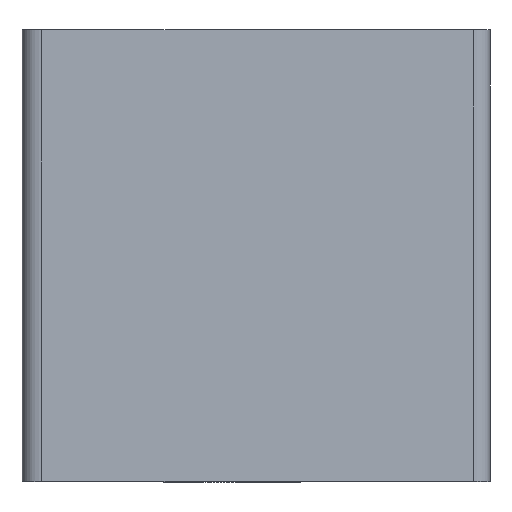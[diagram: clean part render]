
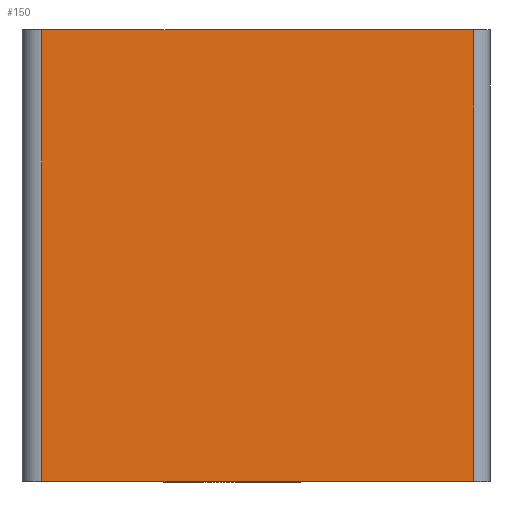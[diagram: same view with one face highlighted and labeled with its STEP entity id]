
A CAD part, top view. The second image highlights one B-rep face of the part: STEP entity #150.
In plain terms, the highlighted planar face has unit normal (0.095, 0, 0.996).
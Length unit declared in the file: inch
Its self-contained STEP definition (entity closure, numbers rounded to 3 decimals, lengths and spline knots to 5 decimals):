
#23 = CARTESIAN_POINT ( 'NONE',  ( -1.1205, 2.5, 0.90378 ) ) ;
#29 = CARTESIAN_POINT ( 'NONE',  ( 1.27095, 2.5, 0.67602 ) ) ;
#56 = CARTESIAN_POINT ( 'NONE',  ( 1.27095, 2.5, 0.67602 ) ) ;
#61 = EDGE_CURVE ( 'NONE', #200, #141, #314, .T. ) ;
#65 = EDGE_LOOP ( 'NONE', ( #237, #95, #120, #276 ) ) ;
#67 = CARTESIAN_POINT ( 'NONE',  ( -1.29292, 0., 0.9202 ) ) ;
#72 = VERTEX_POINT ( 'NONE', #83 ) ;
#76 = CARTESIAN_POINT ( 'NONE',  ( -1.29292, 2.5, 0.9202 ) ) ;
#83 = CARTESIAN_POINT ( 'NONE',  ( 1.27095, 0., 0.67602 ) ) ;
#84 = VECTOR ( 'NONE', #283, 39.37008 ) ;
#88 = DIRECTION ( 'NONE',  ( -0.995, 0., 0.095 ) ) ;
#95 = ORIENTED_EDGE ( 'NONE', *, *, #154, .T. ) ;
#111 = FACE_OUTER_BOUND ( 'NONE', #65, .T. ) ;
#120 = ORIENTED_EDGE ( 'NONE', *, *, #61, .F. ) ;
#132 = VERTEX_POINT ( 'NONE', #269 ) ;
#141 = VERTEX_POINT ( 'NONE', #56 ) ;
#142 = VECTOR ( 'NONE', #149, 39.37008 ) ;
#149 = DIRECTION ( 'NONE',  ( 0., -1., 0. ) ) ;
#150 = ADVANCED_FACE ( 'NONE', ( #111 ), #294, .F. ) ;
#154 = EDGE_CURVE ( 'NONE', #72, #141, #267, .T. ) ;
#164 = DIRECTION ( 'NONE',  ( -0.095, 0., -0.995 ) ) ;
#182 = LINE ( 'NONE', #67, #84 ) ;
#194 = VECTOR ( 'NONE', #286, 39.37008 ) ;
#200 = VERTEX_POINT ( 'NONE', #331 ) ;
#237 = ORIENTED_EDGE ( 'NONE', *, *, #332, .T. ) ;
#261 = EDGE_CURVE ( 'NONE', #200, #132, #307, .T. ) ;
#267 = LINE ( 'NONE', #29, #324 ) ;
#269 = CARTESIAN_POINT ( 'NONE',  ( -1.1205, 0., 0.90378 ) ) ;
#276 = ORIENTED_EDGE ( 'NONE', *, *, #261, .T. ) ;
#283 = DIRECTION ( 'NONE',  ( 0.995, 0., -0.095 ) ) ;
#286 = DIRECTION ( 'NONE',  ( 0.995, 0., -0.095 ) ) ;
#294 = PLANE ( 'NONE',  #298 ) ;
#296 = CARTESIAN_POINT ( 'NONE',  ( -1.29292, 2.5, 0.9202 ) ) ;
#298 = AXIS2_PLACEMENT_3D ( 'NONE', #296, #164, #88 ) ;
#302 = DIRECTION ( 'NONE',  ( 0., 1., 0. ) ) ;
#307 = LINE ( 'NONE', #23, #142 ) ;
#314 = LINE ( 'NONE', #76, #194 ) ;
#324 = VECTOR ( 'NONE', #302, 39.37008 ) ;
#331 = CARTESIAN_POINT ( 'NONE',  ( -1.1205, 2.5, 0.90378 ) ) ;
#332 = EDGE_CURVE ( 'NONE', #132, #72, #182, .T. ) ;
